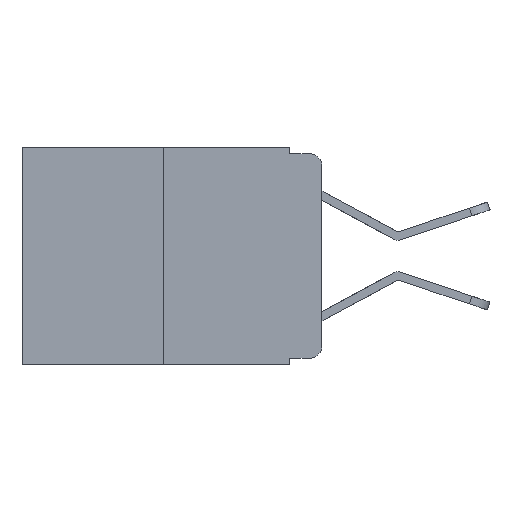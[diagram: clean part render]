
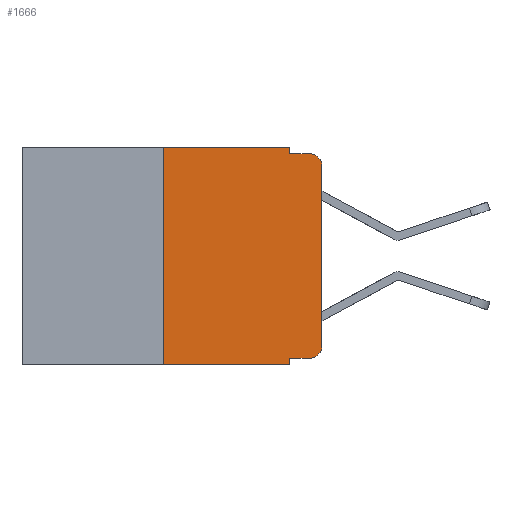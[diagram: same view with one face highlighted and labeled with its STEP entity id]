
A CAD part, left-side view. The second image highlights one B-rep face of the part: STEP entity #1666.
In plain terms, the highlighted planar face has unit normal (-1, 0, 0).
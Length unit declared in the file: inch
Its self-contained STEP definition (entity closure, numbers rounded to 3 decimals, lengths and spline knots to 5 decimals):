
#191 = DIRECTION ( 'NONE',  ( 0., -1., 0. ) ) ;
#240 = CARTESIAN_POINT ( 'NONE',  ( 0., 0.051, -0.333 ) ) ;
#330 = VERTEX_POINT ( 'NONE', #6597 ) ;
#435 = LINE ( 'NONE', #5636, #8760 ) ;
#1190 = DIRECTION ( 'NONE',  ( -1., 0., 0. ) ) ;
#1582 = CARTESIAN_POINT ( 'NONE',  ( 0., 0., -0.03 ) ) ;
#1666 = ADVANCED_FACE ( 'NONE', ( #2955 ), #10814, .F. ) ;
#2121 = VERTEX_POINT ( 'NONE', #1582 ) ;
#2150 = VERTEX_POINT ( 'NONE', #3052 ) ;
#2384 = VERTEX_POINT ( 'NONE', #11245 ) ;
#2621 = DIRECTION ( 'NONE',  ( 0., -1., 0. ) ) ;
#2632 = ORIENTED_EDGE ( 'NONE', *, *, #6209, .F. ) ;
#2824 = AXIS2_PLACEMENT_3D ( 'NONE', #10895, #5027, #11854 ) ;
#2853 = VECTOR ( 'NONE', #9132, 39.37008 ) ;
#2955 = FACE_OUTER_BOUND ( 'NONE', #6277, .T. ) ;
#3052 = CARTESIAN_POINT ( 'NONE',  ( 0., 0.25, -0.343 ) ) ;
#3120 = DIRECTION ( 'NONE',  ( 0., 0., -1. ) ) ;
#3236 = LINE ( 'NONE', #13387, #3916 ) ;
#3416 = CARTESIAN_POINT ( 'NONE',  ( 0., 0.051, 0. ) ) ;
#3727 = VECTOR ( 'NONE', #2621, 39.37008 ) ;
#3916 = VECTOR ( 'NONE', #9595, 39.37008 ) ;
#4113 = AXIS2_PLACEMENT_3D ( 'NONE', #7658, #1190, #8666 ) ;
#4500 = ORIENTED_EDGE ( 'NONE', *, *, #4855, .T. ) ;
#4521 = DIRECTION ( 'NONE',  ( 0., -1., 0. ) ) ;
#4855 = EDGE_CURVE ( 'NONE', #330, #12359, #11627, .T. ) ;
#5027 = DIRECTION ( 'NONE',  ( -1., 0., 0. ) ) ;
#5539 = CARTESIAN_POINT ( 'NONE',  ( 0., 0.02, -0.01 ) ) ;
#5543 = EDGE_CURVE ( 'NONE', #7149, #330, #9091, .T. ) ;
#5636 = CARTESIAN_POINT ( 'NONE',  ( 0., 0.25, 0. ) ) ;
#5668 = LINE ( 'NONE', #8131, #2853 ) ;
#5813 = CARTESIAN_POINT ( 'NONE',  ( 0., 0.051, -0.333 ) ) ;
#5909 = CARTESIAN_POINT ( 'NONE',  ( 0., 0.473, -0.343 ) ) ;
#6209 = EDGE_CURVE ( 'NONE', #7149, #8466, #12164, .T. ) ;
#6275 = LINE ( 'NONE', #5909, #7228 ) ;
#6277 = EDGE_LOOP ( 'NONE', ( #12132, #11258, #8422, #10072, #10663, #11583, #9052, #2632, #7500, #4500 ) ) ;
#6567 = CARTESIAN_POINT ( 'NONE',  ( 0., 0.473, 0. ) ) ;
#6597 = CARTESIAN_POINT ( 'NONE',  ( 0., 0.02, -0.333 ) ) ;
#6826 = EDGE_CURVE ( 'NONE', #2384, #7985, #12468, .T. ) ;
#6893 = EDGE_CURVE ( 'NONE', #2150, #2384, #435, .T. ) ;
#7073 = VECTOR ( 'NONE', #4521, 39.37008 ) ;
#7149 = VERTEX_POINT ( 'NONE', #240 ) ;
#7228 = VECTOR ( 'NONE', #191, 39.37008 ) ;
#7500 = ORIENTED_EDGE ( 'NONE', *, *, #5543, .T. ) ;
#7548 = EDGE_CURVE ( 'NONE', #7985, #11138, #3236, .T. ) ;
#7658 = CARTESIAN_POINT ( 'NONE',  ( 0., 0.02, -0.313 ) ) ;
#7985 = VERTEX_POINT ( 'NONE', #9227 ) ;
#8131 = CARTESIAN_POINT ( 'NONE',  ( 0., 0.051, -0.01 ) ) ;
#8220 = EDGE_CURVE ( 'NONE', #11138, #12302, #5668, .T. ) ;
#8422 = ORIENTED_EDGE ( 'NONE', *, *, #8220, .F. ) ;
#8466 = VERTEX_POINT ( 'NONE', #11437 ) ;
#8666 = DIRECTION ( 'NONE',  ( 0., 0., -1. ) ) ;
#8760 = VECTOR ( 'NONE', #10529, 39.37008 ) ;
#8884 = EDGE_CURVE ( 'NONE', #2121, #12302, #8935, .T. ) ;
#8935 = CIRCLE ( 'NONE', #2824, 0.02 ) ;
#9052 = ORIENTED_EDGE ( 'NONE', *, *, #10563, .T. ) ;
#9091 = LINE ( 'NONE', #5813, #3727 ) ;
#9132 = DIRECTION ( 'NONE',  ( 0., -1., 0. ) ) ;
#9227 = CARTESIAN_POINT ( 'NONE',  ( 0., 0.051, 0. ) ) ;
#9480 = CARTESIAN_POINT ( 'NONE',  ( 0., 0.051, -0.01 ) ) ;
#9507 = VECTOR ( 'NONE', #11550, 39.37008 ) ;
#9511 = EDGE_CURVE ( 'NONE', #12359, #2121, #12015, .T. ) ;
#9595 = DIRECTION ( 'NONE',  ( 0., 0., -1. ) ) ;
#9662 = VECTOR ( 'NONE', #10393, 39.37008 ) ;
#10072 = ORIENTED_EDGE ( 'NONE', *, *, #7548, .F. ) ;
#10393 = DIRECTION ( 'NONE',  ( 0., 0., -1. ) ) ;
#10498 = CARTESIAN_POINT ( 'NONE',  ( 0., 0.473, 0. ) ) ;
#10529 = DIRECTION ( 'NONE',  ( 0., 0., 1. ) ) ;
#10563 = EDGE_CURVE ( 'NONE', #2150, #8466, #6275, .T. ) ;
#10602 = CARTESIAN_POINT ( 'NONE',  ( 0., 0., 0. ) ) ;
#10663 = ORIENTED_EDGE ( 'NONE', *, *, #6826, .F. ) ;
#10790 = DIRECTION ( 'NONE',  ( 1., 0., 0. ) ) ;
#10814 = PLANE ( 'NONE',  #11964 ) ;
#10895 = CARTESIAN_POINT ( 'NONE',  ( 0., 0.02, -0.03 ) ) ;
#11138 = VERTEX_POINT ( 'NONE', #9480 ) ;
#11245 = CARTESIAN_POINT ( 'NONE',  ( 0., 0.25, 0. ) ) ;
#11258 = ORIENTED_EDGE ( 'NONE', *, *, #8884, .T. ) ;
#11437 = CARTESIAN_POINT ( 'NONE',  ( 0., 0.051, -0.343 ) ) ;
#11550 = DIRECTION ( 'NONE',  ( 0., 0., 1. ) ) ;
#11583 = ORIENTED_EDGE ( 'NONE', *, *, #6893, .F. ) ;
#11627 = CIRCLE ( 'NONE', #4113, 0.02 ) ;
#11854 = DIRECTION ( 'NONE',  ( 0., 0., -1. ) ) ;
#11964 = AXIS2_PLACEMENT_3D ( 'NONE', #10498, #10790, #3120 ) ;
#12015 = LINE ( 'NONE', #10602, #9507 ) ;
#12132 = ORIENTED_EDGE ( 'NONE', *, *, #9511, .T. ) ;
#12164 = LINE ( 'NONE', #3416, #9662 ) ;
#12302 = VERTEX_POINT ( 'NONE', #5539 ) ;
#12358 = CARTESIAN_POINT ( 'NONE',  ( 0., 0., -0.313 ) ) ;
#12359 = VERTEX_POINT ( 'NONE', #12358 ) ;
#12468 = LINE ( 'NONE', #6567, #7073 ) ;
#13387 = CARTESIAN_POINT ( 'NONE',  ( 0., 0.051, 0. ) ) ;
